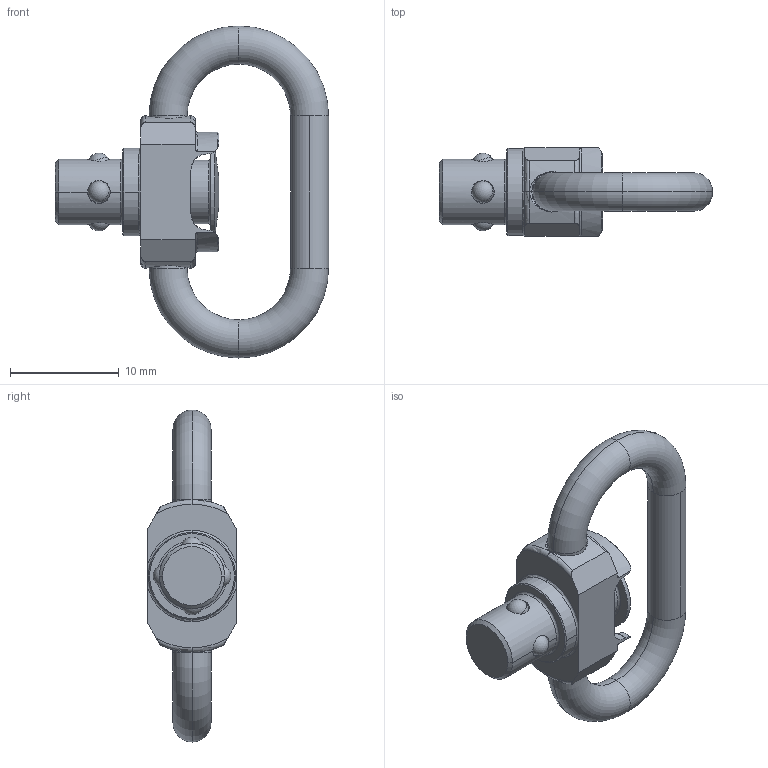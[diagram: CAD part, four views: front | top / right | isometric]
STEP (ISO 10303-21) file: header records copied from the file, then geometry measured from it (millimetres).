
FILE_DESCRIPTION(('STEP AP214'),'1');
FILE_NAME('HALDERN_EH_22330_0402.stp','2020-11-13T10:46:31',('TraceParts'),('TraceParts S.A.'),'Spatial InterOp 3D',' ',' ');
FILE_SCHEMA(('AUTOMOTIVE_DESIGN { 1 0 10303 214 1 1 1 1 }'));
Length unit declared in the file: millimetre
Products named in the file (1): HALDERN_EH_22330_0402_1
Bounding box: 25.1 x 8.1 x 30.5 mm (x, y, z)
Volume: 1370.2 mm3; surface area: 1512.9 mm2
Topology: 2 solids, 2 shells, 128 faces, 341 edges, 218 vertices
Faces by surface type: cylinder 48, torus 26, plane 26, cone 18, sphere 10
Entity records: 5786 total; most frequent: CARTESIAN_POINT 1639, ORIENTED_EDGE 666, DIRECTION 636, EDGE_CURVE 333, AXIS2_PLACEMENT_3D 269, VERTEX_POINT 218, CIRCLE 139, EDGE_LOOP 137
